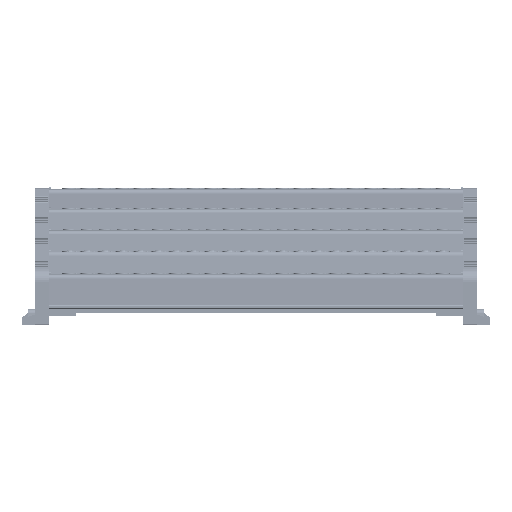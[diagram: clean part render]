
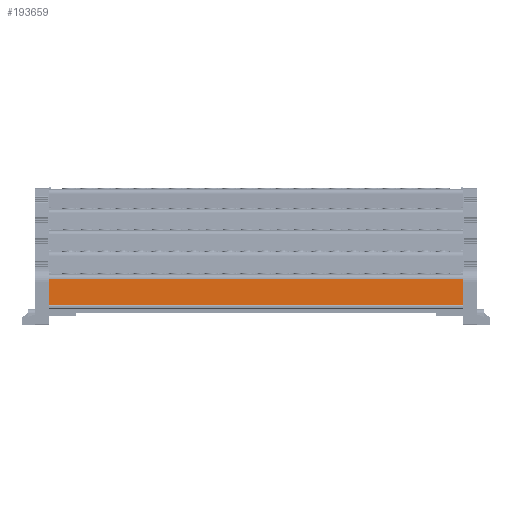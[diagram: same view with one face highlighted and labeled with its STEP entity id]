
A CAD part, top view. The second image highlights one B-rep face of the part: STEP entity #193659.
In plain terms, the highlighted planar face has unit normal (0, 0.018, 1).
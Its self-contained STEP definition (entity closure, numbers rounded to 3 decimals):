
#12846 = VERTEX_POINT ( 'NONE', #119318 ) ;
#12855 = VERTEX_POINT ( 'NONE', #119402 ) ;
#19810 = LINE ( 'NONE', #19884, #132682 ) ;
#19819 = DIRECTION ( 'NONE',  ( 0., 1., -0.017 ) ) ;
#19884 = CARTESIAN_POINT ( 'NONE',  ( 44.196, 113.509, -275.292 ) ) ;
#20613 = LINE ( 'NONE', #20807, #132750 ) ;
#20807 = CARTESIAN_POINT ( 'NONE',  ( -150.574, 101.983, -275.09 ) ) ;
#20847 = DIRECTION ( 'NONE',  ( 1., 0., 0. ) ) ;
#47339 = AXIS2_PLACEMENT_3D ( 'NONE', #55605, #55620, #55535 ) ;
#53083 = EDGE_LOOP ( 'NONE', ( #109999, #109848, #109892, #110110 ) ) ;
#53885 = CARTESIAN_POINT ( 'NONE',  ( -246.803, 121.872, -275.438 ) ) ;
#55535 = DIRECTION ( 'NONE',  ( 0., -1., 0.017 ) ) ;
#55542 = FACE_OUTER_BOUND ( 'NONE', #53083, .T. ) ;
#55605 = CARTESIAN_POINT ( 'NONE',  ( -150.574, 113.509, -275.292 ) ) ;
#55620 = DIRECTION ( 'NONE',  ( 0., 0.017, 1. ) ) ;
#55646 = PLANE ( 'NONE',  #47339 ) ;
#65627 = LINE ( 'NONE', #65630, #126181 ) ;
#65630 = CARTESIAN_POINT ( 'NONE',  ( -246.803, 113.509, -275.292 ) ) ;
#65633 = DIRECTION ( 'NONE',  ( 0., -1., 0.017 ) ) ;
#65681 = CARTESIAN_POINT ( 'NONE',  ( -150.574, 121.872, -275.438 ) ) ;
#65762 = LINE ( 'NONE', #65681, #126198 ) ;
#65772 = DIRECTION ( 'NONE',  ( -1., 0., 0. ) ) ;
#88010 = VERTEX_POINT ( 'NONE', #53885 ) ;
#89426 = EDGE_CURVE ( 'NONE', #88010, #12855, #65627, .T. ) ;
#89440 = EDGE_CURVE ( 'NONE', #12846, #88010, #65762, .T. ) ;
#104271 = VERTEX_POINT ( 'NONE', #230333 ) ;
#109848 = ORIENTED_EDGE ( 'NONE', *, *, #89440, .T. ) ;
#109892 = ORIENTED_EDGE ( 'NONE', *, *, #89426, .T. ) ;
#109999 = ORIENTED_EDGE ( 'NONE', *, *, #249832, .T. ) ;
#110110 = ORIENTED_EDGE ( 'NONE', *, *, #249870, .T. ) ;
#119318 = CARTESIAN_POINT ( 'NONE',  ( 44.196, 121.872, -275.438 ) ) ;
#119402 = CARTESIAN_POINT ( 'NONE',  ( -246.803, 101.983, -275.09 ) ) ;
#126181 = VECTOR ( 'NONE', #65633, 1000. ) ;
#126198 = VECTOR ( 'NONE', #65772, 1000. ) ;
#132682 = VECTOR ( 'NONE', #19819, 1000. ) ;
#132750 = VECTOR ( 'NONE', #20847, 1000. ) ;
#193659 = ADVANCED_FACE ( 'NONE', ( #55542 ), #55646, .T. ) ;
#230333 = CARTESIAN_POINT ( 'NONE',  ( 44.196, 101.983, -275.09 ) ) ;
#249832 = EDGE_CURVE ( 'NONE', #104271, #12846, #19810, .T. ) ;
#249870 = EDGE_CURVE ( 'NONE', #12855, #104271, #20613, .T. ) ;
